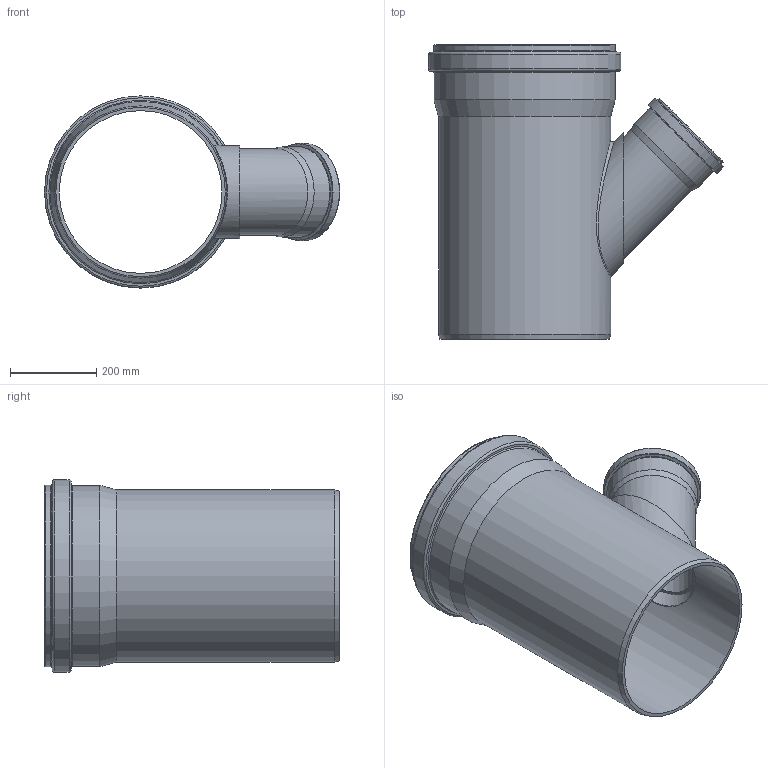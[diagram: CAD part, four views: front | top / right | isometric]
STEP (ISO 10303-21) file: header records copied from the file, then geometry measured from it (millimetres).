
FILE_DESCRIPTION(/* description */ (''),/* implementation_level */ '2;1');
FILE_NAME(/* name */ '226330 KGEA Abzweig DN_OD 400_200_45°.stp',/* time_stamp */ '2017-05-22T12:26:15+02:00',/* author */ ('user1'),/* organization */ (''),/* preprocessor_version */ 'ST-DEVELOPER v16.1',/* originating_system */ 'Autodesk Inventor 2016',/* authorisation */ '');
FILE_SCHEMA (('AUTOMOTIVE_DESIGN { 1 0 10303 214 3 1 1 }'));
Length unit declared in the file: millimetre
Products named in the file (3): 226330 KGEA Abzweig DN_OD 400_200_45°; 226330 KGEA Abzweig DN_OD 400_200_45° Abzweig; 226330 KGEA Abzweig DN_OD 400_200_45°_1
Assembly tree (2 placements, depth 2):
  226330 KGEA Abzweig DN_OD 400_200_45°_1
    226330 KGEA Abzweig DN_OD 400_200_45°
    226330 KGEA Abzweig DN_OD 400_200_45° Abzweig
Bounding box: 686 x 685 x 447.1 mm (x, y, z)
Volume: 10072547.8 mm3; surface area: 2133009.1 mm2
Topology: 2 solids, 2 shells, 60 faces, 125 edges, 69 vertices
Faces by surface type: torus 20, cylinder 19, cone 13, plane 6, bspline 2
Full cylindrical faces by diameter (mm): 189.3 x1, 200.5 x2, 200.6 x1, 200.9 x2, 209.4 x1, 209.7 x1, 216.5 x1, 217 x1, 225.8 x1, 378.35 x1, 400.35 x1, 402 x1, 402.4 x1, 421.1 x1, 421.4 x1, 429.1 x1, 447.1 x1
Entity records: 1954 total; most frequent: CARTESIAN_POINT 858, DIRECTION 244, ORIENTED_EDGE 126, AXIS2_PLACEMENT_3D 122, EDGE_LOOP 120, EDGE_CURVE 63, VERTEX_POINT 61, FACE_BOUND 60
